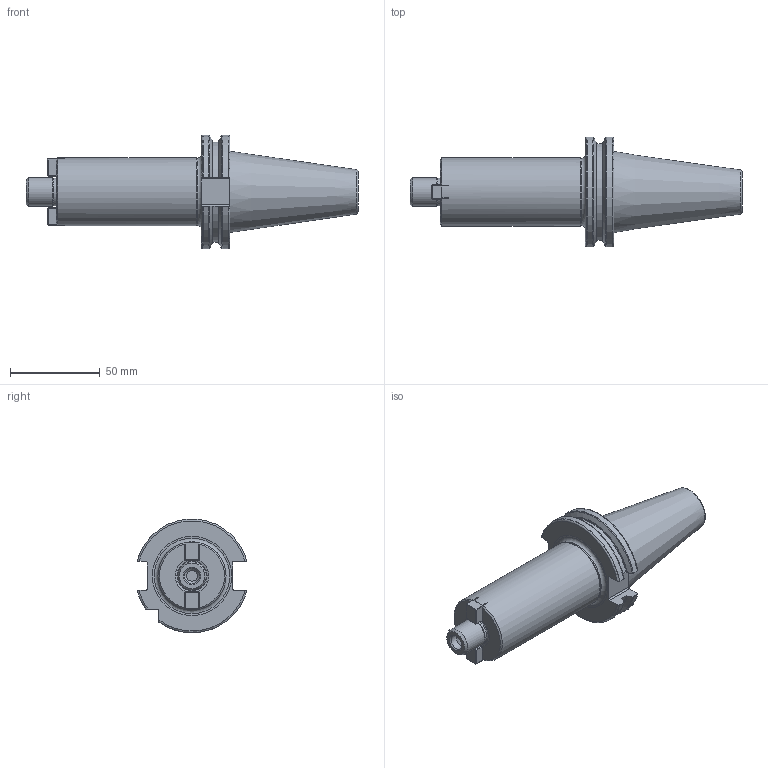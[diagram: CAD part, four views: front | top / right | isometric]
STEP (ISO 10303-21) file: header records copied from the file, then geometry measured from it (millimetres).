
FILE_DESCRIPTION(/* description */ (''),/* implementation_level */ '2;1');
FILE_NAME(/* name */ 'ASK40-FM-16-100.stp',/* time_stamp */ '2024-12-25T13:00:26+03:00',/* author */ (''),/* organization */ (''),/* preprocessor_version */ 'ST-DEVELOPER v19.4',/* originating_system */ 'SIEMENS PLM Software NX2306.3001',/* authorisation */ '');
FILE_SCHEMA (('AUTOMOTIVE_DESIGN { 1 0 10303 214 3 1 1 1 }'));
Length unit declared in the file: millimetre
Products named in the file (1): ASK40-FM-16-100-LIGHT2_objects
Bounding box: 185.4 x 61.37 x 63.42 mm (x, y, z)
Volume: 209160.8 mm3; surface area: 27510.9 mm2
Topology: 1 solids, 1 shells, 144 faces, 372 edges, 233 vertices
Faces by surface type: plane 73, cone 27, torus 23, cylinder 21
Full cylindrical faces by diameter (mm): 4 x1, 8.5 x1, 10 x1, 15.5 x1, 16 x1, 37.8 x1, 38 x1
Entity records: 4740 total; most frequent: CARTESIAN_POINT 1419, ORIENTED_EDGE 686, DIRECTION 648, EDGE_CURVE 343, AXIS2_PLACEMENT_3D 247, VERTEX_POINT 228, EDGE_LOOP 170, LINE 154
